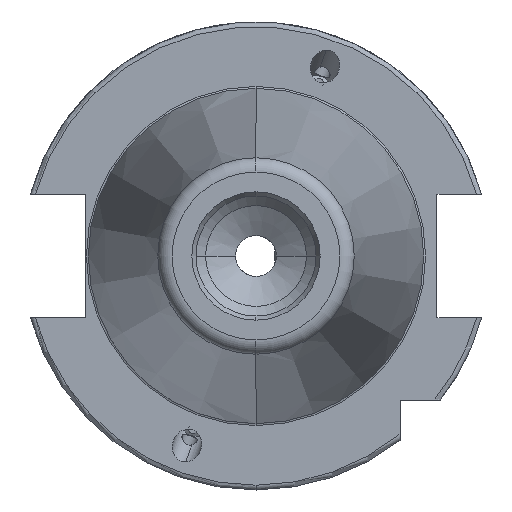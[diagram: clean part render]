
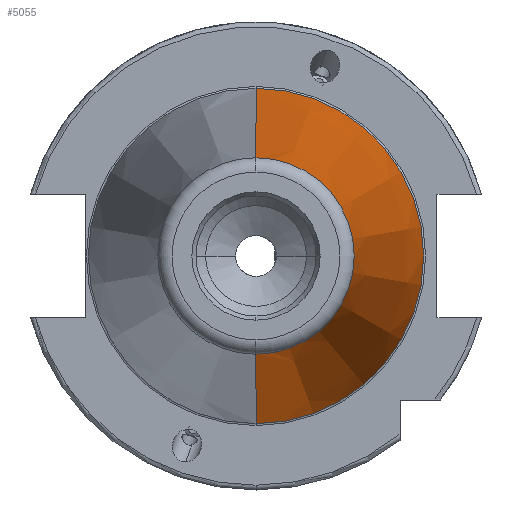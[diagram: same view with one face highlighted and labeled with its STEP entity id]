
A CAD part, left-side view. The second image highlights one B-rep face of the part: STEP entity #5055.
In plain terms, the highlighted conical face has half-angle 8.297 degrees and reference radius 34.925 mm.
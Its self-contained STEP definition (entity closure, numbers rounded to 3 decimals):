
#2985 = DIRECTION ( 'NONE',  ( 0., 0., 1. ) ) ;
#2986 = DIRECTION ( 'NONE',  ( 1., 0., 0. ) ) ;
#2987 = AXIS2_PLACEMENT_3D ( 'NONE', #2988, #2986, #2985 ) ;
#2988 = CARTESIAN_POINT ( 'NONE',  ( 0., 0., 0. ) ) ;
#2989 = CONICAL_SURFACE ( 'NONE', #2987, 34.925, 0.145 ) ;
#2990 = FACE_OUTER_BOUND ( 'NONE', #5051, .T. ) ;
#2991 = CARTESIAN_POINT ( 'NONE',  ( 0., 0., 34.925 ) ) ;
#2992 = DIRECTION ( 'NONE',  ( 0., 0., -1. ) ) ;
#2993 = DIRECTION ( 'NONE',  ( -1., 0., 0. ) ) ;
#2994 = CARTESIAN_POINT ( 'NONE',  ( 0., 0., 0. ) ) ;
#2995 = AXIS2_PLACEMENT_3D ( 'NONE', #2994, #2993, #2992 ) ;
#2996 = CIRCLE ( 'NONE', #2995, 34.925 ) ;
#2997 = CARTESIAN_POINT ( 'NONE',  ( 0., 0., -34.925 ) ) ;
#3053 = CARTESIAN_POINT ( 'NONE',  ( -99.183, 0., 20.461 ) ) ;
#3069 = CARTESIAN_POINT ( 'NONE',  ( -99.183, 0., -20.461 ) ) ;
#3081 = DIRECTION ( 'NONE',  ( 0.99, 0., 0.144 ) ) ;
#3082 = VECTOR ( 'NONE', #3081, 1000. ) ;
#3083 = CARTESIAN_POINT ( 'NONE',  ( 0., 0., 34.925 ) ) ;
#3084 = LINE ( 'NONE', #3083, #3082 ) ;
#3085 = DIRECTION ( 'NONE',  ( 0.99, 0., -0.144 ) ) ;
#3086 = VECTOR ( 'NONE', #3085, 1000. ) ;
#3087 = CARTESIAN_POINT ( 'NONE',  ( 0., 0., -34.925 ) ) ;
#3088 = LINE ( 'NONE', #3087, #3086 ) ;
#3105 = DIRECTION ( 'NONE',  ( 0., 0., -1. ) ) ;
#3106 = DIRECTION ( 'NONE',  ( -1., 0., 0. ) ) ;
#3107 = CARTESIAN_POINT ( 'NONE',  ( -99.183, 0., 0. ) ) ;
#3108 = AXIS2_PLACEMENT_3D ( 'NONE', #3107, #3106, #3105 ) ;
#3109 = CIRCLE ( 'NONE', #3108, 20.461 ) ;
#5048 = VERTEX_POINT ( 'NONE', #2997 ) ;
#5051 = EDGE_LOOP ( 'NONE', ( #5080, #5095, #5089, #5091 ) ) ;
#5052 = EDGE_CURVE ( 'NONE', #5048, #5054, #2996, .T. ) ;
#5054 = VERTEX_POINT ( 'NONE', #2991 ) ;
#5055 = ADVANCED_FACE ( 'NONE', ( #2990 ), #2989, .T. ) ;
#5070 = VERTEX_POINT ( 'NONE', #3069 ) ;
#5075 = VERTEX_POINT ( 'NONE', #3053 ) ;
#5078 = EDGE_CURVE ( 'NONE', #5070, #5075, #3109, .T. ) ;
#5080 = ORIENTED_EDGE ( 'NONE', *, *, #5078, .F. ) ;
#5089 = ORIENTED_EDGE ( 'NONE', *, *, #5052, .T. ) ;
#5090 = EDGE_CURVE ( 'NONE', #5070, #5048, #3088, .T. ) ;
#5091 = ORIENTED_EDGE ( 'NONE', *, *, #5092, .F. ) ;
#5092 = EDGE_CURVE ( 'NONE', #5075, #5054, #3084, .T. ) ;
#5095 = ORIENTED_EDGE ( 'NONE', *, *, #5090, .T. ) ;
